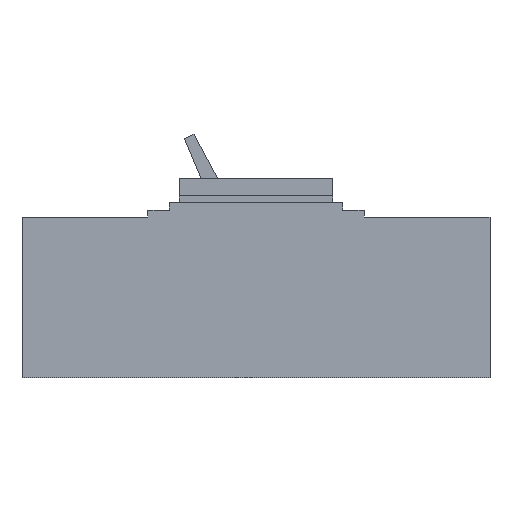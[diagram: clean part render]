
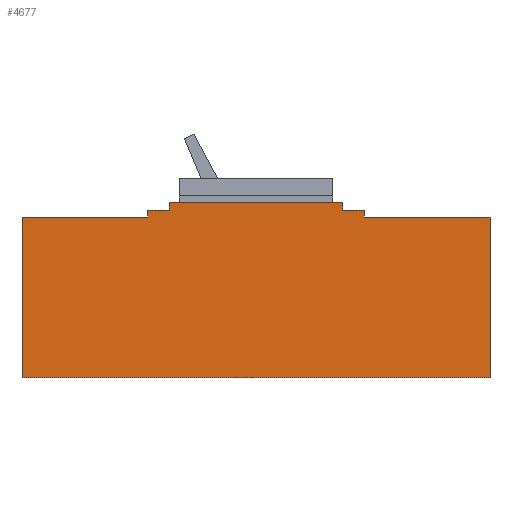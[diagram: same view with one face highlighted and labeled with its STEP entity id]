
A CAD part, left-side view. The second image highlights one B-rep face of the part: STEP entity #4677.
In plain terms, the highlighted planar face has unit normal (-1, 0, 0).
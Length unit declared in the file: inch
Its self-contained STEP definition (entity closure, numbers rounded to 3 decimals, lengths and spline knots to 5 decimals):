
#734 = LINE ( 'NONE', #17450, #16442 ) ;
#1757 = PLANE ( 'NONE',  #8605 ) ;
#2235 = EDGE_CURVE ( 'NONE', #17059, #43059, #28956, .T. ) ;
#2445 = CARTESIAN_POINT ( 'NONE',  ( -4.13386, 2.00787, 3.87795 ) ) ;
#2553 = EDGE_CURVE ( 'NONE', #41387, #6457, #38654, .T. ) ;
#2704 = CARTESIAN_POINT ( 'NONE',  ( -4.13386, 5.41339, 0. ) ) ;
#3475 = CARTESIAN_POINT ( 'NONE',  ( -4.13386, 2.5, 3.72047 ) ) ;
#3502 = CARTESIAN_POINT ( 'NONE',  ( -4.13386, -4.78346, 3.72047 ) ) ;
#3828 = DIRECTION ( 'NONE',  ( 0., -1., 0. ) ) ;
#4104 = VERTEX_POINT ( 'NONE', #31326 ) ;
#4677 = ADVANCED_FACE ( 'NONE', ( #7484 ), #1757, .F. ) ;
#4816 = ORIENTED_EDGE ( 'NONE', *, *, #23886, .F. ) ;
#4847 = CARTESIAN_POINT ( 'NONE',  ( -4.13386, -2.5, 0. ) ) ;
#5051 = LINE ( 'NONE', #29577, #29851 ) ;
#5501 = LINE ( 'NONE', #11422, #30958 ) ;
#6042 = ORIENTED_EDGE ( 'NONE', *, *, #34585, .F. ) ;
#6202 = ORIENTED_EDGE ( 'NONE', *, *, #32734, .F. ) ;
#6457 = VERTEX_POINT ( 'NONE', #26187 ) ;
#6653 = LINE ( 'NONE', #9048, #25987 ) ;
#6699 = LINE ( 'NONE', #27069, #29069 ) ;
#7256 = ORIENTED_EDGE ( 'NONE', *, *, #20603, .F. ) ;
#7484 = FACE_OUTER_BOUND ( 'NONE', #43729, .T. ) ;
#7523 = EDGE_CURVE ( 'NONE', #29192, #27196, #13042, .T. ) ;
#7886 = VECTOR ( 'NONE', #43823, 39.37008 ) ;
#8077 = DIRECTION ( 'NONE',  ( 0., -1., 0. ) ) ;
#8414 = CARTESIAN_POINT ( 'NONE',  ( -4.13386, 2.00787, 0. ) ) ;
#8605 = AXIS2_PLACEMENT_3D ( 'NONE', #37676, #25763, #10550 ) ;
#9048 = CARTESIAN_POINT ( 'NONE',  ( -4.13386, -4.78346, 4.05512 ) ) ;
#9611 = VECTOR ( 'NONE', #31940, 39.37008 ) ;
#10059 = DIRECTION ( 'NONE',  ( 0., 0., -1. ) ) ;
#10550 = DIRECTION ( 'NONE',  ( 0., 0., -1. ) ) ;
#10809 = ORIENTED_EDGE ( 'NONE', *, *, #26304, .F. ) ;
#11422 = CARTESIAN_POINT ( 'NONE',  ( -4.13386, -4.78346, 3.87795 ) ) ;
#11724 = VECTOR ( 'NONE', #18232, 39.37008 ) ;
#13042 = LINE ( 'NONE', #32723, #25718 ) ;
#13050 = DIRECTION ( 'NONE',  ( 0., 0., -1. ) ) ;
#13076 = DIRECTION ( 'NONE',  ( 0., -1., 0. ) ) ;
#13333 = EDGE_CURVE ( 'NONE', #6457, #41833, #20250, .T. ) ;
#14406 = VECTOR ( 'NONE', #10059, 39.37008 ) ;
#16097 = CARTESIAN_POINT ( 'NONE',  ( -4.13386, -2.5, 3.72047 ) ) ;
#16442 = VECTOR ( 'NONE', #16619, 39.37008 ) ;
#16619 = DIRECTION ( 'NONE',  ( 0., 1., 0. ) ) ;
#17059 = VERTEX_POINT ( 'NONE', #49290 ) ;
#17450 = CARTESIAN_POINT ( 'NONE',  ( -4.13386, -5.41339, 0. ) ) ;
#18232 = DIRECTION ( 'NONE',  ( 0., 0., 1. ) ) ;
#18819 = CARTESIAN_POINT ( 'NONE',  ( -4.13386, -2.00787, 3.87795 ) ) ;
#19404 = DIRECTION ( 'NONE',  ( 0., 0., 1. ) ) ;
#20250 = LINE ( 'NONE', #28322, #29383 ) ;
#20603 = EDGE_CURVE ( 'NONE', #27196, #4104, #27333, .T. ) ;
#22072 = CARTESIAN_POINT ( 'NONE',  ( -4.13386, 5.41339, 0. ) ) ;
#22443 = ORIENTED_EDGE ( 'NONE', *, *, #44170, .F. ) ;
#22863 = VECTOR ( 'NONE', #8077, 39.37008 ) ;
#23886 = EDGE_CURVE ( 'NONE', #41833, #42876, #734, .T. ) ;
#25059 = LINE ( 'NONE', #2704, #11724 ) ;
#25325 = ORIENTED_EDGE ( 'NONE', *, *, #2553, .F. ) ;
#25718 = VECTOR ( 'NONE', #41212, 39.37008 ) ;
#25763 = DIRECTION ( 'NONE',  ( 1., 0., 0. ) ) ;
#25987 = VECTOR ( 'NONE', #13076, 39.37008 ) ;
#26187 = CARTESIAN_POINT ( 'NONE',  ( -4.13386, -5.41339, 3.72047 ) ) ;
#26304 = EDGE_CURVE ( 'NONE', #42876, #34612, #25059, .T. ) ;
#26945 = ORIENTED_EDGE ( 'NONE', *, *, #39745, .F. ) ;
#26998 = ORIENTED_EDGE ( 'NONE', *, *, #32663, .F. ) ;
#27069 = CARTESIAN_POINT ( 'NONE',  ( -4.13386, 2.5, 0. ) ) ;
#27196 = VERTEX_POINT ( 'NONE', #2445 ) ;
#27333 = LINE ( 'NONE', #8414, #7886 ) ;
#28116 = ORIENTED_EDGE ( 'NONE', *, *, #13333, .F. ) ;
#28322 = CARTESIAN_POINT ( 'NONE',  ( -4.13386, -5.41339, 0. ) ) ;
#28956 = LINE ( 'NONE', #37361, #14406 ) ;
#29069 = VECTOR ( 'NONE', #19404, 39.37008 ) ;
#29192 = VERTEX_POINT ( 'NONE', #45083 ) ;
#29383 = VECTOR ( 'NONE', #13050, 39.37008 ) ;
#29577 = CARTESIAN_POINT ( 'NONE',  ( -4.13386, -4.78346, 3.72047 ) ) ;
#29586 = LINE ( 'NONE', #4847, #9611 ) ;
#29851 = VECTOR ( 'NONE', #45194, 39.37008 ) ;
#30869 = ORIENTED_EDGE ( 'NONE', *, *, #7523, .F. ) ;
#30958 = VECTOR ( 'NONE', #3828, 39.37008 ) ;
#31326 = CARTESIAN_POINT ( 'NONE',  ( -4.13386, 2.00787, 4.05512 ) ) ;
#31940 = DIRECTION ( 'NONE',  ( 0., 0., -1. ) ) ;
#32663 = EDGE_CURVE ( 'NONE', #43050, #29192, #6699, .T. ) ;
#32723 = CARTESIAN_POINT ( 'NONE',  ( -4.13386, -4.78346, 3.87795 ) ) ;
#32734 = EDGE_CURVE ( 'NONE', #4104, #17059, #6653, .T. ) ;
#34585 = EDGE_CURVE ( 'NONE', #43059, #47339, #5501, .T. ) ;
#34612 = VERTEX_POINT ( 'NONE', #42947 ) ;
#37361 = CARTESIAN_POINT ( 'NONE',  ( -4.13386, -2.00787, 0. ) ) ;
#37676 = CARTESIAN_POINT ( 'NONE',  ( -4.13386, -4.78346, 0. ) ) ;
#37939 = CARTESIAN_POINT ( 'NONE',  ( -4.13386, -2.5, 3.87795 ) ) ;
#38134 = CARTESIAN_POINT ( 'NONE',  ( -4.13386, -5.41339, 0. ) ) ;
#38654 = LINE ( 'NONE', #3502, #22863 ) ;
#39745 = EDGE_CURVE ( 'NONE', #47339, #41387, #29586, .T. ) ;
#41212 = DIRECTION ( 'NONE',  ( 0., -1., 0. ) ) ;
#41387 = VERTEX_POINT ( 'NONE', #16097 ) ;
#41833 = VERTEX_POINT ( 'NONE', #38134 ) ;
#42876 = VERTEX_POINT ( 'NONE', #22072 ) ;
#42947 = CARTESIAN_POINT ( 'NONE',  ( -4.13386, 5.41339, 3.72047 ) ) ;
#43050 = VERTEX_POINT ( 'NONE', #3475 ) ;
#43059 = VERTEX_POINT ( 'NONE', #18819 ) ;
#43622 = ORIENTED_EDGE ( 'NONE', *, *, #2235, .F. ) ;
#43729 = EDGE_LOOP ( 'NONE', ( #25325, #26945, #6042, #43622, #6202, #7256, #30869, #26998, #22443, #10809, #4816, #28116 ) ) ;
#43823 = DIRECTION ( 'NONE',  ( 0., 0., 1. ) ) ;
#44170 = EDGE_CURVE ( 'NONE', #34612, #43050, #5051, .T. ) ;
#45083 = CARTESIAN_POINT ( 'NONE',  ( -4.13386, 2.5, 3.87795 ) ) ;
#45194 = DIRECTION ( 'NONE',  ( 0., -1., 0. ) ) ;
#47339 = VERTEX_POINT ( 'NONE', #37939 ) ;
#49290 = CARTESIAN_POINT ( 'NONE',  ( -4.13386, -2.00787, 4.05512 ) ) ;
